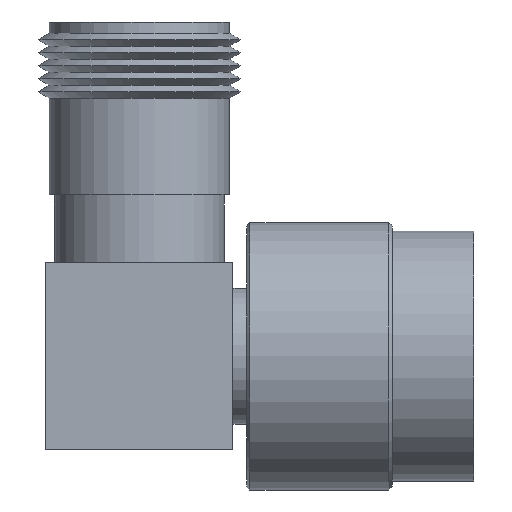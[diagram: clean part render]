
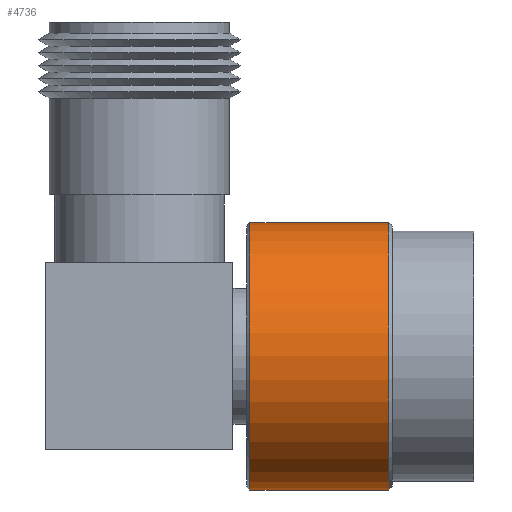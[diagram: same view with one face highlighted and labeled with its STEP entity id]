
A CAD part, front view. The second image highlights one B-rep face of the part: STEP entity #4736.
In plain terms, the highlighted cylindrical face has radius 9.995 mm (diameter 19.99 mm), a partial arc.
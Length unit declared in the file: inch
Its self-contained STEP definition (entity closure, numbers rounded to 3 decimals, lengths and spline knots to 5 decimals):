
#52 = CIRCLE ( 'NONE', #2518, 0.3935 ) ;
#93 = EDGE_CURVE ( 'NONE', #821, #539, #1115, .T. ) ;
#207 = DIRECTION ( 'NONE',  ( 1., 0., 0. ) ) ;
#282 = ORIENTED_EDGE ( 'NONE', *, *, #93, .T. ) ;
#539 = VERTEX_POINT ( 'NONE', #1197 ) ;
#568 = CYLINDRICAL_SURFACE ( 'NONE', #4457, 0.3935 ) ;
#620 = EDGE_CURVE ( 'NONE', #3236, #3422, #871, .T. ) ;
#782 = DIRECTION ( 'NONE',  ( -1., 0., 0. ) ) ;
#821 = VERTEX_POINT ( 'NONE', #1381 ) ;
#871 = LINE ( 'NONE', #1590, #2483 ) ;
#895 = ORIENTED_EDGE ( 'NONE', *, *, #3308, .T. ) ;
#934 = DIRECTION ( 'NONE',  ( 0., 0., -1. ) ) ;
#1115 = LINE ( 'NONE', #1495, #2082 ) ;
#1197 = CARTESIAN_POINT ( 'NONE',  ( 0.03, 0., 0.3935 ) ) ;
#1381 = CARTESIAN_POINT ( 'NONE',  ( 0.439, 0., 0.3935 ) ) ;
#1495 = CARTESIAN_POINT ( 'NONE',  ( 0.449, 0., 0.3935 ) ) ;
#1590 = CARTESIAN_POINT ( 'NONE',  ( 0.449, 0., -0.3935 ) ) ;
#1682 = DIRECTION ( 'NONE',  ( -1., 0., 0. ) ) ;
#1945 = ORIENTED_EDGE ( 'NONE', *, *, #620, .F. ) ;
#2025 = CARTESIAN_POINT ( 'NONE',  ( 0.449, 0., 0. ) ) ;
#2082 = VECTOR ( 'NONE', #2587, 39.37008 ) ;
#2346 = EDGE_LOOP ( 'NONE', ( #1945, #895, #282, #3103 ) ) ;
#2483 = VECTOR ( 'NONE', #1682, 39.37008 ) ;
#2518 = AXIS2_PLACEMENT_3D ( 'NONE', #3165, #207, #934 ) ;
#2553 = CARTESIAN_POINT ( 'NONE',  ( 0.439, 0., -0.3935 ) ) ;
#2587 = DIRECTION ( 'NONE',  ( -1., 0., 0. ) ) ;
#3103 = ORIENTED_EDGE ( 'NONE', *, *, #4354, .T. ) ;
#3165 = CARTESIAN_POINT ( 'NONE',  ( 0.03, 0., 0. ) ) ;
#3236 = VERTEX_POINT ( 'NONE', #2553 ) ;
#3308 = EDGE_CURVE ( 'NONE', #3236, #821, #3376, .T. ) ;
#3362 = DIRECTION ( 'NONE',  ( 0., 0., -1. ) ) ;
#3376 = CIRCLE ( 'NONE', #3768, 0.3935 ) ;
#3422 = VERTEX_POINT ( 'NONE', #4113 ) ;
#3510 = DIRECTION ( 'NONE',  ( 0., 0., 1. ) ) ;
#3726 = CARTESIAN_POINT ( 'NONE',  ( 0.439, 0., 0. ) ) ;
#3768 = AXIS2_PLACEMENT_3D ( 'NONE', #3726, #782, #3362 ) ;
#3900 = DIRECTION ( 'NONE',  ( -1., 0., 0. ) ) ;
#4113 = CARTESIAN_POINT ( 'NONE',  ( 0.03, 0., -0.3935 ) ) ;
#4354 = EDGE_CURVE ( 'NONE', #539, #3422, #52, .T. ) ;
#4457 = AXIS2_PLACEMENT_3D ( 'NONE', #2025, #3900, #3510 ) ;
#4666 = FACE_OUTER_BOUND ( 'NONE', #2346, .T. ) ;
#4736 = ADVANCED_FACE ( 'NONE', ( #4666 ), #568, .T. ) ;
